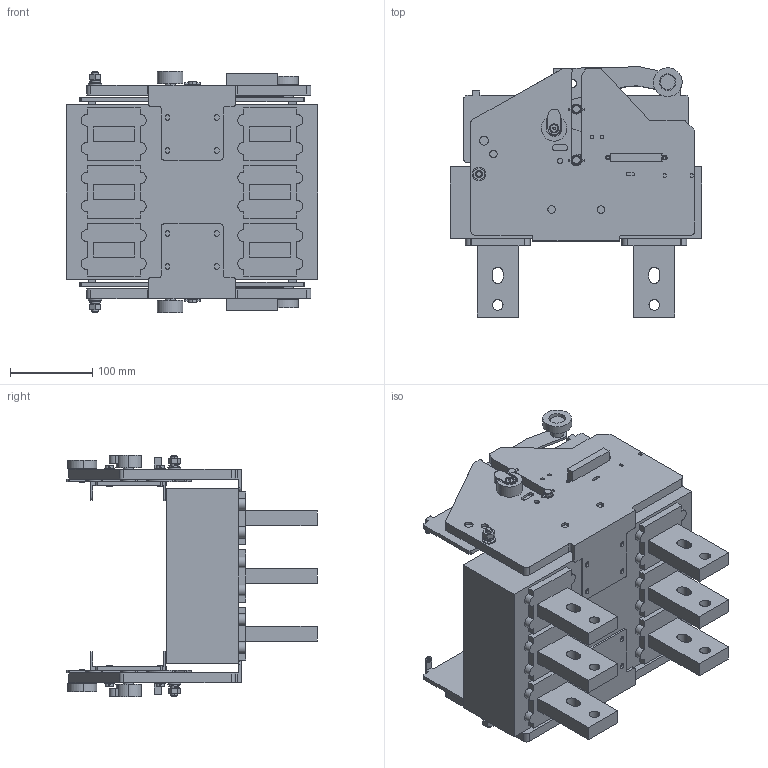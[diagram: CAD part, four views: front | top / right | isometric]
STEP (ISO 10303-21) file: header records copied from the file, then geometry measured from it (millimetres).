
FILE_DESCRIPTION (( 'STEP AP214' ), '1' );
FILE_NAME ('Withdrswable panel for MCCB TGM3E 3P-1250.STEP', '2025-07-02T07:45:28', ( '' ), ( '' ), 'SwSTEP 2.0', 'SolidWorks 2022', '' );
FILE_SCHEMA (( 'AUTOMOTIVE_DESIGN' ));
Length unit declared in the file: millimetre
Products named in the file (1): Withdrswable panel for MCCB TGM3E 3P-1250
Bounding box: 305 x 303.63 x 293.2 mm (x, y, z)
Volume: 6302971 mm3; surface area: 698540.7 mm2
Topology: 1 solids, 27 shells, 1645 faces, 4235 edges, 2796 vertices
Faces by surface type: plane 860, cylinder 653, bspline 76, torus 40, sphere 8, cone 8
Entity records: 52906 total; most frequent: CARTESIAN_POINT 12034, DIRECTION 8523, ORIENTED_EDGE 8470, EDGE_CURVE 4235, AXIS2_PLACEMENT_3D 3036, VERTEX_POINT 2796, LINE 2451, VECTOR 2451
